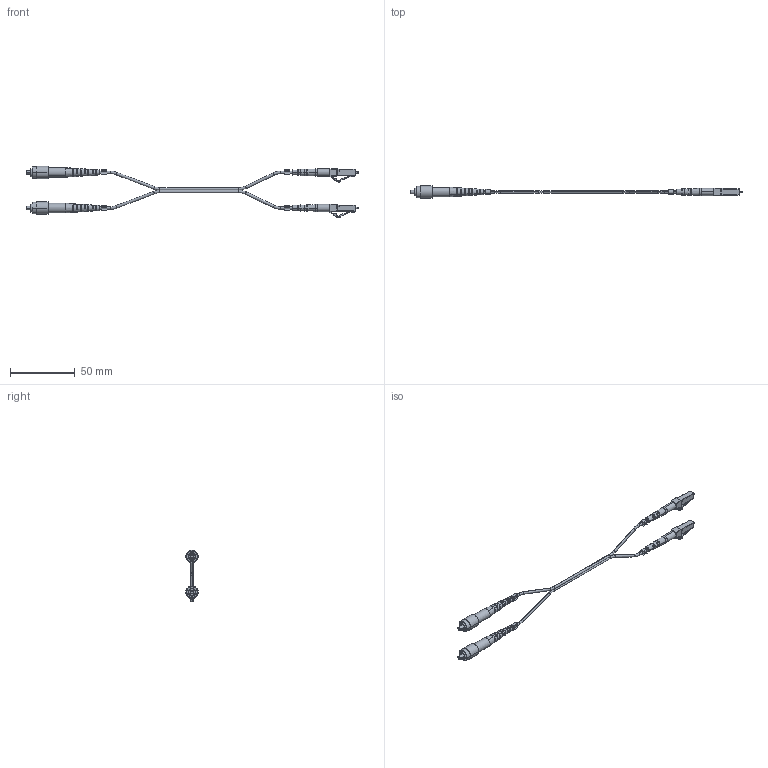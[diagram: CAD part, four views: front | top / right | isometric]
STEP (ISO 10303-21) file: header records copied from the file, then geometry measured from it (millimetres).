
FILE_DESCRIPTION (( 'STEP AP214' ), '1' );
FILE_NAME ('FCA-FCLC-DPS1P.step', '2021-09-01T12:28:30', ( '' ), ( '' ), 'SwSTEP 2.0', 'SolidWorks 2021', '' );
FILE_SCHEMA (( 'AUTOMOTIVE_DESIGN' ));
Length unit declared in the file: inch
Products named in the file (10): 1AF02-003-MA1; 1AF02-003; LBL-C3P-A; LBL-C3P-B; FCA-FCLC-DPS1P; 1AF02-003-MA2; 1AF01-002-MA2_no knurling; FCA-FCFC-DPS1Z-ma1_YELLOW; 1AF01-002_no knurling; 1AF01-002-MA1
Assembly tree (13 placements, depth 3):
  FCA-FCLC-DPS1P
    FCA-FCFC-DPS1Z-ma1_YELLOW
    1AF01-002_no knurling  x2
      1AF01-002-MA1
      1AF01-002-MA2_no knurling
    1AF02-003  x2
      1AF02-003-MA1
      1AF02-003-MA2
    LBL-C3P-A  x2
    LBL-C3P-B  x2
Bounding box: 255.45 x 9.53 x 39.65 mm (x, y, z)
Volume: 5290.9 mm3; surface area: 10834.2 mm2
Topology: 16 solids, 16 shells, 800 faces, 2134 edges, 1320 vertices
Faces by surface type: plane 366, cylinder 294, torus 52, sphere 44, cone 24, bspline 20
Entity records: 15066 total; most frequent: CARTESIAN_POINT 3423, DIRECTION 2232, ORIENTED_EDGE 2166, EDGE_CURVE 1083, AXIS2_PLACEMENT_3D 870, VERTEX_POINT 680, LINE 492, VECTOR 492
